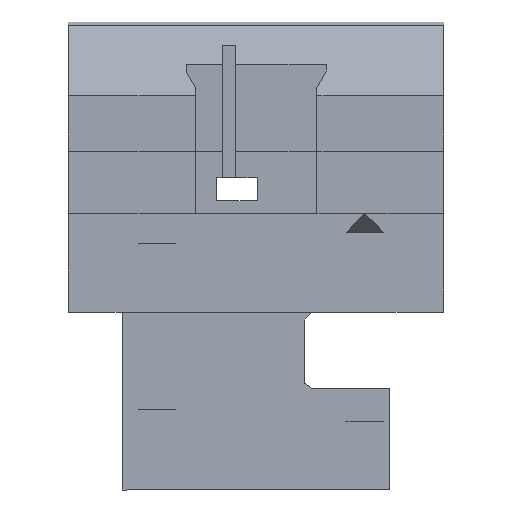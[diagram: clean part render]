
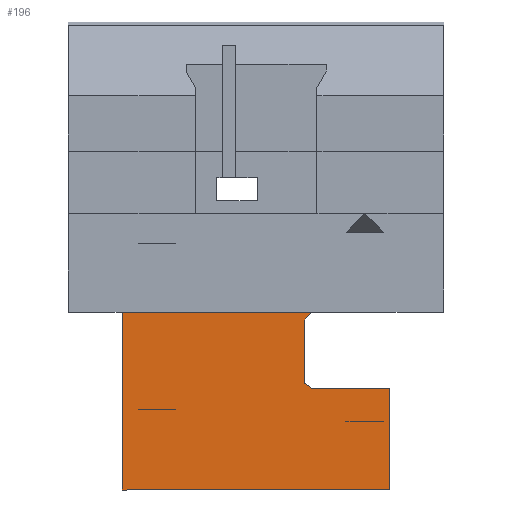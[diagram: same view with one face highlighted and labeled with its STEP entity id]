
A CAD part, front view. The second image highlights one B-rep face of the part: STEP entity #196.
In plain terms, the highlighted planar face has unit normal (0, -1, 0).
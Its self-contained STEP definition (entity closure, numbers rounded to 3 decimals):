
#31=FACE_BOUND('',#580,.T.);
#32=FACE_BOUND('',#581,.T.);
#196=ADVANCED_FACE('',(#379,#31,#32),#2885,.T.);
#379=FACE_OUTER_BOUND('',#579,.T.);
#579=EDGE_LOOP('',(#1392,#1393,#1394,#1395,#1396,#1397,#1398,#1399));
#580=EDGE_LOOP('',(#1400,#1401));
#581=EDGE_LOOP('',(#1402,#1403));
#1392=ORIENTED_EDGE('',*,*,#1937,.F.);
#1393=ORIENTED_EDGE('',*,*,#1938,.F.);
#1394=ORIENTED_EDGE('',*,*,#1754,.F.);
#1395=ORIENTED_EDGE('',*,*,#1749,.F.);
#1396=ORIENTED_EDGE('',*,*,#1939,.T.);
#1397=ORIENTED_EDGE('',*,*,#1739,.F.);
#1398=ORIENTED_EDGE('',*,*,#1735,.F.);
#1399=ORIENTED_EDGE('',*,*,#1539,.F.);
#1400=ORIENTED_EDGE('',*,*,#1757,.F.);
#1401=ORIENTED_EDGE('',*,*,#1746,.F.);
#1402=ORIENTED_EDGE('',*,*,#1804,.F.);
#1403=ORIENTED_EDGE('',*,*,#1800,.F.);
#1539=EDGE_CURVE('',#2473,#2474,#2244,.T.);
#1735=EDGE_CURVE('',#2474,#2642,#2104,.T.);
#1739=EDGE_CURVE('',#2642,#2645,#2343,.T.);
#1746=EDGE_CURVE('',#2652,#2653,#2350,.T.);
#1749=EDGE_CURVE('',#2655,#2656,#2108,.T.);
#1754=EDGE_CURVE('',#2656,#2659,#2113,.T.);
#1757=EDGE_CURVE('',#2653,#2652,#2353,.T.);
#1800=EDGE_CURVE('',#2666,#2667,#2387,.T.);
#1804=EDGE_CURVE('',#2667,#2666,#2391,.T.);
#1937=EDGE_CURVE('',#2614,#2473,#2207,.T.);
#1938=EDGE_CURVE('',#2659,#2614,#2208,.T.);
#1939=EDGE_CURVE('',#2655,#2645,#2209,.T.);
#2104=B_SPLINE_CURVE_WITH_KNOTS('',1,(#5049,#5050),.UNSPECIFIED.,.F.,.F.,
(2,2),(0.,21.167),.UNSPECIFIED.);
#2108=B_SPLINE_CURVE_WITH_KNOTS('',1,(#5091,#5092),.UNSPECIFIED.,.F.,.F.,
(2,2),(0.,34.254),.UNSPECIFIED.);
#2113=B_SPLINE_CURVE_WITH_KNOTS('',1,(#5101,#5102),.UNSPECIFIED.,.F.,.F.,
(2,2),(0.,90.),.UNSPECIFIED.);
#2207=B_SPLINE_CURVE_WITH_KNOTS('',1,(#5851,#5852),.UNSPECIFIED.,.F.,.F.,
(2,2),(-63.709,0.),.UNSPECIFIED.);
#2208=B_SPLINE_CURVE_WITH_KNOTS('',1,(#5853,#5854),.UNSPECIFIED.,.F.,.F.,
(2,2),(-59.745,0.),.UNSPECIFIED.);
#2209=B_SPLINE_CURVE_WITH_KNOTS('',1,(#5855,#5856,#5857),.UNSPECIFIED.,
 .F.,.F.,(2,1,2),(0.,7.977,26.291),.UNSPECIFIED.);
#2244=(
BOUNDED_CURVE()
B_SPLINE_CURVE(2,(#4321,#4322,#4323),.UNSPECIFIED.,.F.,.F.)
B_SPLINE_CURVE_WITH_KNOTS((3,3),(0.,5.187),.UNSPECIFIED.)
CURVE()
GEOMETRIC_REPRESENTATION_ITEM()
RATIONAL_B_SPLINE_CURVE((1.,0.707,1.))
REPRESENTATION_ITEM('')
);
#2343=(
BOUNDED_CURVE()
B_SPLINE_CURVE(2,(#5058,#5059,#5060),.UNSPECIFIED.,.F.,.F.)
B_SPLINE_CURVE_WITH_KNOTS((3,3),(0.,4.184),.UNSPECIFIED.)
CURVE()
GEOMETRIC_REPRESENTATION_ITEM()
RATIONAL_B_SPLINE_CURVE((1.,0.707,1.))
REPRESENTATION_ITEM('')
);
#2350=(
BOUNDED_CURVE()
B_SPLINE_CURVE(2,(#5082,#5083,#5084,#5085,#5086),.UNSPECIFIED.,.F.,.F.)
B_SPLINE_CURVE_WITH_KNOTS((3,2,3),(0.,12.596,25.193),
 .UNSPECIFIED.)
CURVE()
GEOMETRIC_REPRESENTATION_ITEM()
RATIONAL_B_SPLINE_CURVE((1.,0.707,1.,0.707,1.))
REPRESENTATION_ITEM('')
);
#2353=(
BOUNDED_CURVE()
B_SPLINE_CURVE(2,(#5107,#5108,#5109,#5110,#5111),.UNSPECIFIED.,.F.,.F.)
B_SPLINE_CURVE_WITH_KNOTS((3,2,3),(0.,12.596,25.193),
 .UNSPECIFIED.)
CURVE()
GEOMETRIC_REPRESENTATION_ITEM()
RATIONAL_B_SPLINE_CURVE((1.,0.707,1.,0.707,1.))
REPRESENTATION_ITEM('')
);
#2387=(
BOUNDED_CURVE()
B_SPLINE_CURVE(2,(#5240,#5241,#5242,#5243,#5244),.UNSPECIFIED.,.F.,.F.)
B_SPLINE_CURVE_WITH_KNOTS((3,2,3),(0.,12.596,25.193),
 .UNSPECIFIED.)
CURVE()
GEOMETRIC_REPRESENTATION_ITEM()
RATIONAL_B_SPLINE_CURVE((1.,0.707,1.,0.707,1.))
REPRESENTATION_ITEM('')
);
#2391=(
BOUNDED_CURVE()
B_SPLINE_CURVE(2,(#5257,#5258,#5259,#5260,#5261),.UNSPECIFIED.,.F.,.F.)
B_SPLINE_CURVE_WITH_KNOTS((3,2,3),(0.,12.596,25.193),
 .UNSPECIFIED.)
CURVE()
GEOMETRIC_REPRESENTATION_ITEM()
RATIONAL_B_SPLINE_CURVE((1.,0.707,1.,0.707,1.))
REPRESENTATION_ITEM('')
);
#2473=VERTEX_POINT('',#4032);
#2474=VERTEX_POINT('',#4033);
#2614=VERTEX_POINT('',#4173);
#2642=VERTEX_POINT('',#4201);
#2645=VERTEX_POINT('',#4204);
#2652=VERTEX_POINT('',#4211);
#2653=VERTEX_POINT('',#4212);
#2655=VERTEX_POINT('',#4214);
#2656=VERTEX_POINT('',#4215);
#2659=VERTEX_POINT('',#4218);
#2666=VERTEX_POINT('',#4225);
#2667=VERTEX_POINT('',#4226);
#2885=PLANE('',#3150);
#3150=AXIS2_PLACEMENT_3D('',#4010,#3292,$);
#3292=DIRECTION('',(0.,-1.,0.));
#4010=CARTESIAN_POINT('',(-54.12,-20.017,65.84));
#4032=CARTESIAN_POINT('',(18.709,-20.017,59.745));
#4033=CARTESIAN_POINT('',(16.186,-20.017,57.081));
#4173=CARTESIAN_POINT('',(-45.,-20.017,59.745));
#4201=CARTESIAN_POINT('',(16.186,-20.017,35.915));
#4204=CARTESIAN_POINT('',(18.709,-20.017,34.254));
#4211=CARTESIAN_POINT('',(30.223,-20.017,23.115));
#4212=CARTESIAN_POINT('',(42.82,-20.017,23.115));
#4214=CARTESIAN_POINT('',(45.,-20.017,34.254));
#4215=CARTESIAN_POINT('',(45.,-20.017,0.));
#4218=CARTESIAN_POINT('',(-45.,-20.017,0.));
#4225=CARTESIAN_POINT('',(-39.515,-20.017,27.089));
#4226=CARTESIAN_POINT('',(-26.919,-20.017,27.089));
#4321=CARTESIAN_POINT('',(18.709,-20.017,59.745));
#4322=CARTESIAN_POINT('',(16.186,-20.017,59.745));
#4323=CARTESIAN_POINT('',(16.186,-20.017,57.081));
#5049=CARTESIAN_POINT('',(16.186,-20.017,57.081));
#5050=CARTESIAN_POINT('',(16.186,-20.017,35.915));
#5058=CARTESIAN_POINT('',(16.186,-20.017,35.915));
#5059=CARTESIAN_POINT('',(16.186,-20.017,34.254));
#5060=CARTESIAN_POINT('',(18.709,-20.017,34.254));
#5082=CARTESIAN_POINT('',(30.223,-20.017,23.115));
#5083=CARTESIAN_POINT('',(30.223,-20.017,16.816));
#5084=CARTESIAN_POINT('',(36.521,-20.017,16.816));
#5085=CARTESIAN_POINT('',(42.82,-20.017,16.816));
#5086=CARTESIAN_POINT('',(42.82,-20.017,23.115));
#5091=CARTESIAN_POINT('',(45.,-20.017,34.254));
#5092=CARTESIAN_POINT('',(45.,-20.017,0.));
#5101=CARTESIAN_POINT('',(45.,-20.017,0.));
#5102=CARTESIAN_POINT('',(-45.,-20.017,0.));
#5107=CARTESIAN_POINT('',(42.82,-20.017,23.115));
#5108=CARTESIAN_POINT('',(42.82,-20.017,29.413));
#5109=CARTESIAN_POINT('',(36.521,-20.017,29.413));
#5110=CARTESIAN_POINT('',(30.223,-20.017,29.413));
#5111=CARTESIAN_POINT('',(30.223,-20.017,23.115));
#5240=CARTESIAN_POINT('',(-39.515,-20.017,27.089));
#5241=CARTESIAN_POINT('',(-39.515,-20.017,20.791));
#5242=CARTESIAN_POINT('',(-33.217,-20.017,20.791));
#5243=CARTESIAN_POINT('',(-26.919,-20.017,20.791));
#5244=CARTESIAN_POINT('',(-26.919,-20.017,27.089));
#5257=CARTESIAN_POINT('',(-26.919,-20.017,27.089));
#5258=CARTESIAN_POINT('',(-26.919,-20.017,33.388));
#5259=CARTESIAN_POINT('',(-33.217,-20.017,33.388));
#5260=CARTESIAN_POINT('',(-39.515,-20.017,33.388));
#5261=CARTESIAN_POINT('',(-39.515,-20.017,27.089));
#5851=CARTESIAN_POINT('',(-45.,-20.017,59.745));
#5852=CARTESIAN_POINT('',(18.709,-20.017,59.745));
#5853=CARTESIAN_POINT('',(-45.,-20.017,0.));
#5854=CARTESIAN_POINT('',(-45.,-20.017,59.745));
#5855=CARTESIAN_POINT('',(45.,-20.017,34.254));
#5856=CARTESIAN_POINT('',(37.023,-20.017,34.254));
#5857=CARTESIAN_POINT('',(18.709,-20.017,34.254));
